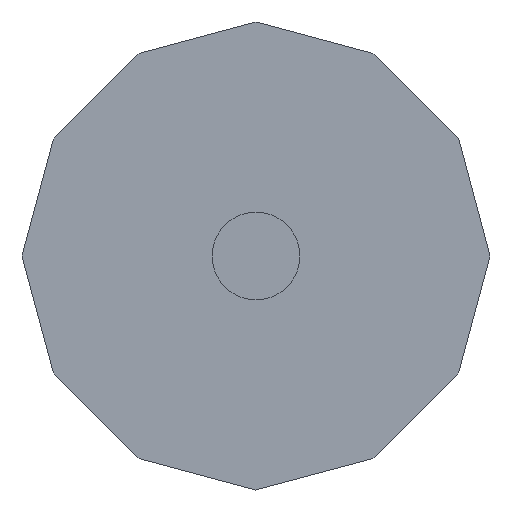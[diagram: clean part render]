
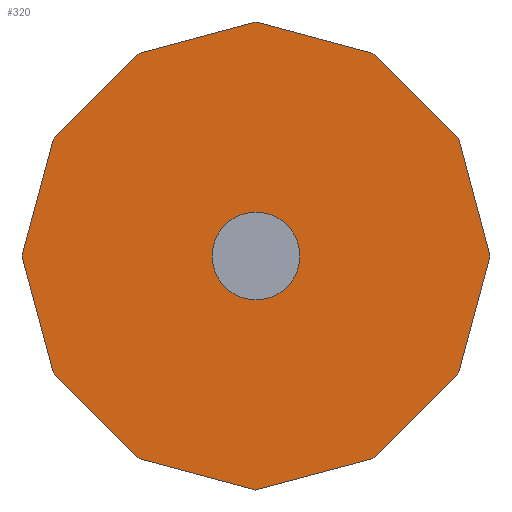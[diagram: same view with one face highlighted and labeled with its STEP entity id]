
A CAD part, front view. The second image highlights one B-rep face of the part: STEP entity #320.
In plain terms, the highlighted planar face has unit normal (0, -1, 0).
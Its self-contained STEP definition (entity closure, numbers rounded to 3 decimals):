
#3 = VERTEX_POINT ( 'NONE', #1904 ) ;
#6 = ORIENTED_EDGE ( 'NONE', *, *, #831, .F. ) ;
#32 = VERTEX_POINT ( 'NONE', #1319 ) ;
#118 = LINE ( 'NONE', #1537, #2005 ) ;
#128 = CARTESIAN_POINT ( 'NONE',  ( 6., -3., -10.392 ) ) ;
#140 = DIRECTION ( 'NONE',  ( 0.707, 0., 0.707 ) ) ;
#142 = CARTESIAN_POINT ( 'NONE',  ( 0., -3., -12. ) ) ;
#143 = CARTESIAN_POINT ( 'NONE',  ( -10.392, -3., 6. ) ) ;
#146 = CARTESIAN_POINT ( 'NONE',  ( -12., -3., 0. ) ) ;
#153 = VERTEX_POINT ( 'NONE', #146 ) ;
#163 = LINE ( 'NONE', #176, #943 ) ;
#170 = FACE_OUTER_BOUND ( 'NONE', #499, .T. ) ;
#176 = CARTESIAN_POINT ( 'NONE',  ( -10.392, -3., -6. ) ) ;
#183 = LINE ( 'NONE', #143, #2562 ) ;
#194 = DIRECTION ( 'NONE',  ( 0., 0., -1. ) ) ;
#239 = DIRECTION ( 'NONE',  ( -0.707, 0., 0.707 ) ) ;
#311 = LINE ( 'NONE', #2164, #692 ) ;
#320 = ADVANCED_FACE ( 'NONE', ( #568, #170 ), #2663, .T. ) ;
#321 = LINE ( 'NONE', #128, #1154 ) ;
#397 = LINE ( 'NONE', #789, #1108 ) ;
#406 = AXIS2_PLACEMENT_3D ( 'NONE', #2649, #1047, #1035 ) ;
#407 = LINE ( 'NONE', #1022, #2116 ) ;
#425 = VERTEX_POINT ( 'NONE', #2283 ) ;
#459 = CARTESIAN_POINT ( 'NONE',  ( 6., -3., 10.392 ) ) ;
#499 = EDGE_LOOP ( 'NONE', ( #2024, #665, #2030, #2383, #696, #1638, #2162, #1890, #2119, #1702, #561, #2638 ) ) ;
#514 = DIRECTION ( 'NONE',  ( 0.259, 0., -0.966 ) ) ;
#543 = VERTEX_POINT ( 'NONE', #1942 ) ;
#547 = LINE ( 'NONE', #1381, #1415 ) ;
#561 = ORIENTED_EDGE ( 'NONE', *, *, #1208, .T. ) ;
#565 = DIRECTION ( 'NONE',  ( -0.966, 0., -0.259 ) ) ;
#568 = FACE_BOUND ( 'NONE', #774, .T. ) ;
#586 = VECTOR ( 'NONE', #1440, 1000. ) ;
#593 = DIRECTION ( 'NONE',  ( -0.707, 0., -0.707 ) ) ;
#660 = CARTESIAN_POINT ( 'NONE',  ( -6., -3., 10.392 ) ) ;
#665 = ORIENTED_EDGE ( 'NONE', *, *, #1782, .T. ) ;
#673 = VERTEX_POINT ( 'NONE', #1709 ) ;
#687 = VERTEX_POINT ( 'NONE', #2577 ) ;
#692 = VECTOR ( 'NONE', #514, 1000. ) ;
#693 = EDGE_CURVE ( 'NONE', #32, #1382, #118, .T. ) ;
#696 = ORIENTED_EDGE ( 'NONE', *, *, #1990, .T. ) ;
#723 = VERTEX_POINT ( 'NONE', #949 ) ;
#748 = CARTESIAN_POINT ( 'NONE',  ( 0., -3., 2.25 ) ) ;
#774 = EDGE_LOOP ( 'NONE', ( #2259, #6 ) ) ;
#787 = EDGE_CURVE ( 'NONE', #3, #673, #321, .T. ) ;
#788 = VECTOR ( 'NONE', #565, 1000. ) ;
#789 = CARTESIAN_POINT ( 'NONE',  ( 12., -3., 0. ) ) ;
#828 = EDGE_CURVE ( 'NONE', #1371, #32, #163, .T. ) ;
#831 = EDGE_CURVE ( 'NONE', #1137, #543, #2446, .T. ) ;
#848 = CIRCLE ( 'NONE', #1924, 2.25 ) ;
#861 = EDGE_CURVE ( 'NONE', #723, #1453, #397, .T. ) ;
#931 = DIRECTION ( 'NONE',  ( 0., 0., -1. ) ) ;
#943 = VECTOR ( 'NONE', #1419, 1000. ) ;
#949 = CARTESIAN_POINT ( 'NONE',  ( 12., -3., 0. ) ) ;
#976 = DIRECTION ( 'NONE',  ( 0.966, 0., 0.259 ) ) ;
#988 = CARTESIAN_POINT ( 'NONE',  ( 0., -3., 0. ) ) ;
#1012 = DIRECTION ( 'NONE',  ( 0., -1., 0. ) ) ;
#1022 = CARTESIAN_POINT ( 'NONE',  ( -6., -3., 10.392 ) ) ;
#1035 = DIRECTION ( 'NONE',  ( 0., 0., -1. ) ) ;
#1047 = DIRECTION ( 'NONE',  ( 0., -1., 0. ) ) ;
#1108 = VECTOR ( 'NONE', #1829, 1000. ) ;
#1117 = CARTESIAN_POINT ( 'NONE',  ( 10.392, -3., 6. ) ) ;
#1131 = DIRECTION ( 'NONE',  ( 0., -1., 0. ) ) ;
#1137 = VERTEX_POINT ( 'NONE', #748 ) ;
#1151 = EDGE_CURVE ( 'NONE', #543, #1137, #848, .T. ) ;
#1154 = VECTOR ( 'NONE', #140, 1000. ) ;
#1175 = EDGE_CURVE ( 'NONE', #1453, #425, #547, .T. ) ;
#1208 = EDGE_CURVE ( 'NONE', #673, #723, #2622, .T. ) ;
#1216 = CARTESIAN_POINT ( 'NONE',  ( -10.392, -3., 6. ) ) ;
#1290 = DIRECTION ( 'NONE',  ( -0.966, 0., 0.259 ) ) ;
#1319 = CARTESIAN_POINT ( 'NONE',  ( -6., -3., -10.392 ) ) ;
#1333 = VERTEX_POINT ( 'NONE', #660 ) ;
#1369 = CARTESIAN_POINT ( 'NONE',  ( 0., -3., 0. ) ) ;
#1371 = VERTEX_POINT ( 'NONE', #1494 ) ;
#1381 = CARTESIAN_POINT ( 'NONE',  ( 10.392, -3., 6. ) ) ;
#1382 = VERTEX_POINT ( 'NONE', #2320 ) ;
#1415 = VECTOR ( 'NONE', #239, 1000. ) ;
#1419 = DIRECTION ( 'NONE',  ( 0.707, 0., -0.707 ) ) ;
#1440 = DIRECTION ( 'NONE',  ( 0.259, 0., 0.966 ) ) ;
#1453 = VERTEX_POINT ( 'NONE', #1117 ) ;
#1471 = VECTOR ( 'NONE', #1290, 1000. ) ;
#1494 = CARTESIAN_POINT ( 'NONE',  ( -10.392, -3., -6. ) ) ;
#1537 = CARTESIAN_POINT ( 'NONE',  ( -6., -3., -10.392 ) ) ;
#1605 = DIRECTION ( 'NONE',  ( -0.259, 0., -0.966 ) ) ;
#1622 = CARTESIAN_POINT ( 'NONE',  ( 10.392, -3., -6. ) ) ;
#1624 = EDGE_CURVE ( 'NONE', #1333, #2380, #407, .T. ) ;
#1638 = ORIENTED_EDGE ( 'NONE', *, *, #1831, .T. ) ;
#1702 = ORIENTED_EDGE ( 'NONE', *, *, #787, .T. ) ;
#1709 = CARTESIAN_POINT ( 'NONE',  ( 10.392, -3., -6. ) ) ;
#1782 = EDGE_CURVE ( 'NONE', #425, #687, #2315, .T. ) ;
#1829 = DIRECTION ( 'NONE',  ( -0.259, 0., 0.966 ) ) ;
#1831 = EDGE_CURVE ( 'NONE', #153, #1371, #311, .T. ) ;
#1834 = LINE ( 'NONE', #2629, #788 ) ;
#1876 = AXIS2_PLACEMENT_3D ( 'NONE', #988, #1012, #194 ) ;
#1890 = ORIENTED_EDGE ( 'NONE', *, *, #693, .T. ) ;
#1904 = CARTESIAN_POINT ( 'NONE',  ( 6., -3., -10.392 ) ) ;
#1924 = AXIS2_PLACEMENT_3D ( 'NONE', #1369, #1131, #931 ) ;
#1942 = CARTESIAN_POINT ( 'NONE',  ( 0., -3., -2.25 ) ) ;
#1990 = EDGE_CURVE ( 'NONE', #2380, #153, #183, .T. ) ;
#2005 = VECTOR ( 'NONE', #2590, 1000. ) ;
#2007 = LINE ( 'NONE', #142, #2255 ) ;
#2024 = ORIENTED_EDGE ( 'NONE', *, *, #1175, .T. ) ;
#2030 = ORIENTED_EDGE ( 'NONE', *, *, #2397, .T. ) ;
#2116 = VECTOR ( 'NONE', #593, 1000. ) ;
#2119 = ORIENTED_EDGE ( 'NONE', *, *, #2433, .T. ) ;
#2162 = ORIENTED_EDGE ( 'NONE', *, *, #828, .T. ) ;
#2164 = CARTESIAN_POINT ( 'NONE',  ( -12., -3., 0. ) ) ;
#2255 = VECTOR ( 'NONE', #976, 1000. ) ;
#2259 = ORIENTED_EDGE ( 'NONE', *, *, #1151, .F. ) ;
#2283 = CARTESIAN_POINT ( 'NONE',  ( 6., -3., 10.392 ) ) ;
#2315 = LINE ( 'NONE', #459, #1471 ) ;
#2320 = CARTESIAN_POINT ( 'NONE',  ( 0., -3., -12. ) ) ;
#2380 = VERTEX_POINT ( 'NONE', #1216 ) ;
#2383 = ORIENTED_EDGE ( 'NONE', *, *, #1624, .T. ) ;
#2397 = EDGE_CURVE ( 'NONE', #687, #1333, #1834, .T. ) ;
#2433 = EDGE_CURVE ( 'NONE', #1382, #3, #2007, .T. ) ;
#2446 = CIRCLE ( 'NONE', #1876, 2.25 ) ;
#2562 = VECTOR ( 'NONE', #1605, 1000. ) ;
#2577 = CARTESIAN_POINT ( 'NONE',  ( 0., -3., 12. ) ) ;
#2590 = DIRECTION ( 'NONE',  ( 0.966, 0., -0.259 ) ) ;
#2622 = LINE ( 'NONE', #1622, #586 ) ;
#2629 = CARTESIAN_POINT ( 'NONE',  ( 0., -3., 12. ) ) ;
#2638 = ORIENTED_EDGE ( 'NONE', *, *, #861, .T. ) ;
#2649 = CARTESIAN_POINT ( 'NONE',  ( 0., -3., 0. ) ) ;
#2663 = PLANE ( 'NONE',  #406 ) ;
